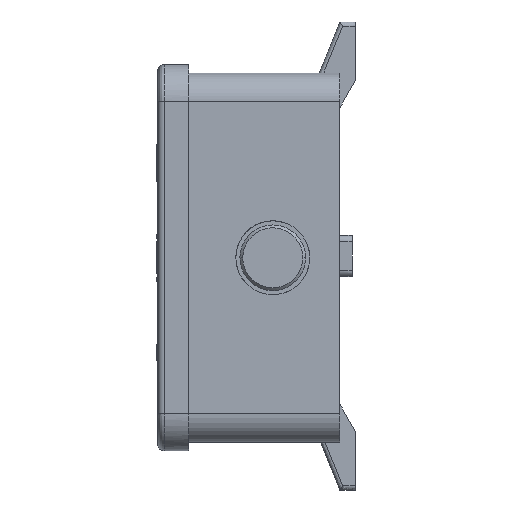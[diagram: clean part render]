
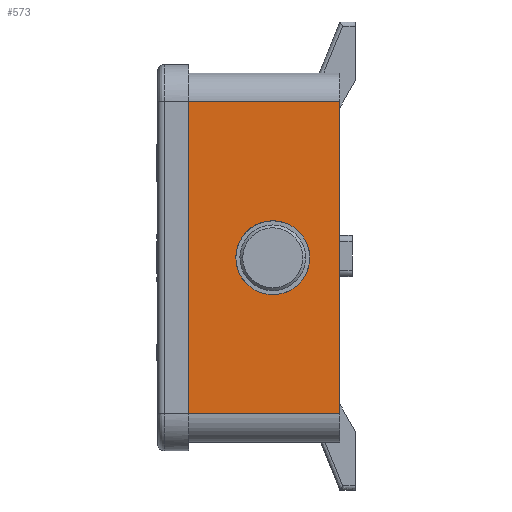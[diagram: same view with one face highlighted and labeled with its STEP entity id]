
A CAD part, left-side view. The second image highlights one B-rep face of the part: STEP entity #573.
In plain terms, the highlighted planar face has unit normal (-1, 0, 0).
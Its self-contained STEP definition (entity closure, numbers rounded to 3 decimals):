
#573=ADVANCED_FACE('',(#1935,#1321),#20646,.T.);
#1321=FACE_BOUND('',#3231,.T.);
#1935=FACE_OUTER_BOUND('',#3230,.T.);
#3230=EDGE_LOOP('',(#6863,#6864,#6865,#6866));
#3231=EDGE_LOOP('',(#6867,#6868,#6869,#6870));
#6863=ORIENTED_EDGE('',*,*,#11552,.T.);
#6864=ORIENTED_EDGE('',*,*,#11626,.T.);
#6865=ORIENTED_EDGE('',*,*,#10991,.T.);
#6866=ORIENTED_EDGE('',*,*,#11619,.T.);
#6867=ORIENTED_EDGE('',*,*,#12403,.T.);
#6868=ORIENTED_EDGE('',*,*,#12402,.T.);
#6869=ORIENTED_EDGE('',*,*,#12394,.F.);
#6870=ORIENTED_EDGE('',*,*,#10877,.T.);
#10877=EDGE_CURVE('',#17723,#17724,#17074,.T.);
#10991=EDGE_CURVE('',#17836,#17837,#14324,.T.);
#11552=EDGE_CURVE('',#18231,#18232,#14810,.T.);
#11619=EDGE_CURVE('',#17837,#18231,#14844,.T.);
#11626=EDGE_CURVE('',#18232,#17836,#14848,.T.);
#12394=EDGE_CURVE('',#17723,#17725,#17320,.T.);
#12402=EDGE_CURVE('',#18803,#17725,#17328,.T.);
#12403=EDGE_CURVE('',#17724,#18803,#17329,.T.);
#14324=B_SPLINE_CURVE_WITH_KNOTS('',1,(#27387,#27388),.UNSPECIFIED.,.F.,
 .F.,(2,2),(-76.,0.),.UNSPECIFIED.);
#14810=B_SPLINE_CURVE_WITH_KNOTS('',1,(#28617,#28618,#28619,#28620,#28621,
#28622),.UNSPECIFIED.,.F.,.F.,(2,1,1,1,1,2),(-16.81,0.,
2.8,40.,42.8,59.19),.UNSPECIFIED.);
#14844=B_SPLINE_CURVE_WITH_KNOTS('',1,(#29084,#29085),.UNSPECIFIED.,.F.,
 .F.,(2,2),(-36.8,0.),.UNSPECIFIED.);
#14848=B_SPLINE_CURVE_WITH_KNOTS('',1,(#29100,#29101),.UNSPECIFIED.,.F.,
 .F.,(2,2),(0.,36.8),.UNSPECIFIED.);
#17074=(
BOUNDED_CURVE()
B_SPLINE_CURVE(2,(#26964,#26965,#26966),.UNSPECIFIED.,.F.,.F.)
B_SPLINE_CURVE_WITH_KNOTS((3,3),(0.,14.066),.UNSPECIFIED.)
CURVE()
GEOMETRIC_REPRESENTATION_ITEM()
RATIONAL_B_SPLINE_CURVE((1.,0.71,1.))
REPRESENTATION_ITEM('')
);
#17320=(
BOUNDED_CURVE()
B_SPLINE_CURVE(2,(#30765,#30766,#30767,#30768,#30769),.UNSPECIFIED.,.F.,
 .F.)
B_SPLINE_CURVE_WITH_KNOTS((3,2,3),(-56.549,-42.412,
-28.274),.UNSPECIFIED.)
CURVE()
GEOMETRIC_REPRESENTATION_ITEM()
RATIONAL_B_SPLINE_CURVE((1.,0.707,1.,0.707,1.))
REPRESENTATION_ITEM('')
);
#17328=(
BOUNDED_CURVE()
B_SPLINE_CURVE(2,(#30799,#30800,#30801,#30802,#30803,#30804,#30805),
 .UNSPECIFIED.,.F.,.F.)
B_SPLINE_CURVE_WITH_KNOTS((3,2,2,3),(-14.066,-14.002,
-12.612,0.077),.UNSPECIFIED.)
CURVE()
GEOMETRIC_REPRESENTATION_ITEM()
RATIONAL_B_SPLINE_CURVE((1.,1.,1.,0.997,1.,0.76,
1.))
REPRESENTATION_ITEM('')
);
#17329=(
BOUNDED_CURVE()
B_SPLINE_CURVE(2,(#30806,#30807,#30808),.UNSPECIFIED.,.F.,.F.)
B_SPLINE_CURVE_WITH_KNOTS((3,3),(-14.066,-14.066),
 .UNSPECIFIED.)
CURVE()
GEOMETRIC_REPRESENTATION_ITEM()
RATIONAL_B_SPLINE_CURVE((1.,1.,1.))
REPRESENTATION_ITEM('')
);
#17723=VERTEX_POINT('',#25691);
#17724=VERTEX_POINT('',#25692);
#17725=VERTEX_POINT('',#25693);
#17836=VERTEX_POINT('',#25804);
#17837=VERTEX_POINT('',#25805);
#18231=VERTEX_POINT('',#26199);
#18232=VERTEX_POINT('',#26200);
#18803=VERTEX_POINT('',#26771);
#20646=PLANE('',#21773);
#21773=AXIS2_PLACEMENT_3D('',#25198,#22816,$);
#22816=DIRECTION('',(-1.,0.,0.));
#25198=CARTESIAN_POINT('',(-81.5,43.501,-46.038));
#25691=CARTESIAN_POINT('',(-81.5,19.32,-9.437));
#25692=CARTESIAN_POINT('',(-81.5,28.32,-0.501));
#25693=CARTESIAN_POINT('',(-81.5,19.32,8.563));
#25804=CARTESIAN_POINT('',(-81.5,39.82,37.563));
#25805=CARTESIAN_POINT('',(-81.5,39.82,-38.437));
#26199=CARTESIAN_POINT('',(-81.5,3.02,-38.437));
#26200=CARTESIAN_POINT('',(-81.5,3.02,37.563));
#26771=CARTESIAN_POINT('',(-81.5,28.32,-0.501));
#26964=CARTESIAN_POINT('',(-81.5,19.32,-9.437));
#26965=CARTESIAN_POINT('',(-81.5,28.256,-9.437));
#26966=CARTESIAN_POINT('',(-81.5,28.32,-0.501));
#27387=CARTESIAN_POINT('',(-81.5,39.82,37.563));
#27388=CARTESIAN_POINT('',(-81.5,39.82,-38.437));
#28617=CARTESIAN_POINT('',(-81.5,3.02,-38.437));
#28618=CARTESIAN_POINT('',(-81.5,3.02,-21.626));
#28619=CARTESIAN_POINT('',(-81.5,3.02,-18.826));
#28620=CARTESIAN_POINT('',(-81.5,3.02,18.374));
#28621=CARTESIAN_POINT('',(-81.5,3.02,21.174));
#28622=CARTESIAN_POINT('',(-81.5,3.02,37.563));
#29084=CARTESIAN_POINT('',(-81.5,39.82,-38.437));
#29085=CARTESIAN_POINT('',(-81.5,3.02,-38.437));
#29100=CARTESIAN_POINT('',(-81.5,3.02,37.563));
#29101=CARTESIAN_POINT('',(-81.5,39.82,37.563));
#30765=CARTESIAN_POINT('',(-81.5,19.32,-9.437));
#30766=CARTESIAN_POINT('',(-81.5,10.32,-9.437));
#30767=CARTESIAN_POINT('',(-81.5,10.32,-0.437));
#30768=CARTESIAN_POINT('',(-81.5,10.32,8.563));
#30769=CARTESIAN_POINT('',(-81.5,19.32,8.563));
#30799=CARTESIAN_POINT('',(-81.5,28.32,-0.501));
#30800=CARTESIAN_POINT('',(-81.5,28.32,-0.469));
#30801=CARTESIAN_POINT('',(-81.5,28.32,-0.437));
#30802=CARTESIAN_POINT('',(-81.5,28.32,0.26));
#30803=CARTESIAN_POINT('',(-81.5,28.213,0.948));
#30804=CARTESIAN_POINT('',(-81.5,27.027,8.563));
#30805=CARTESIAN_POINT('',(-81.5,19.32,8.563));
#30806=CARTESIAN_POINT('',(-81.5,28.32,-0.501));
#30807=CARTESIAN_POINT('',(-81.5,28.32,-0.501));
#30808=CARTESIAN_POINT('',(-81.5,28.32,-0.501));
